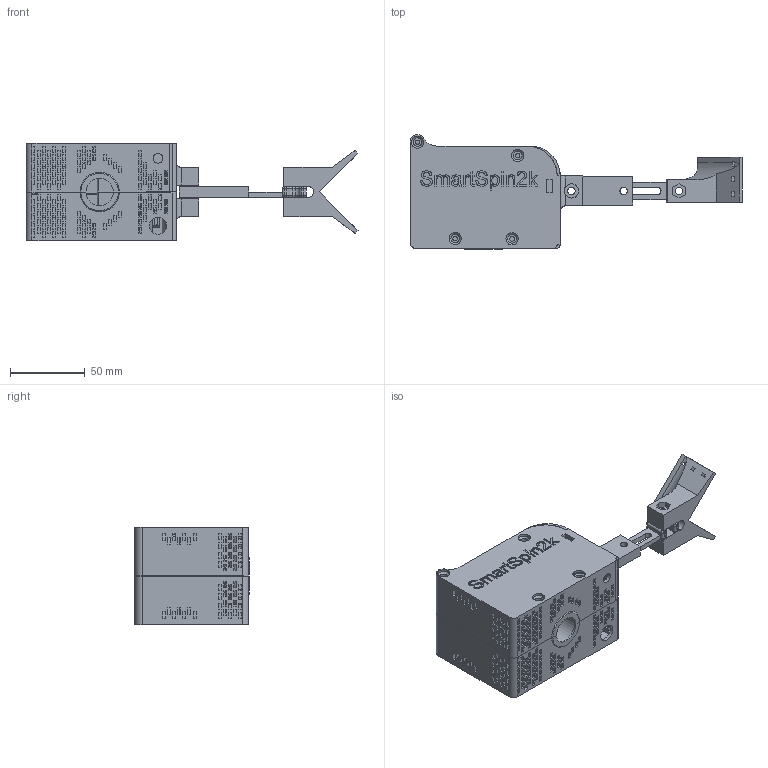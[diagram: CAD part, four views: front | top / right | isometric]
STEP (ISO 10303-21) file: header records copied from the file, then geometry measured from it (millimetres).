
FILE_DESCRIPTION(/* description */ (''),/* implementation_level */ '2;1');
FILE_NAME(/* name */ 'Schwinn IC4 Bowflex C6 Mod v9.step',/* time_stamp */ '2021-11-30T21:37:36-05:00',/* author */ (''),/* organization */ (''),/* preprocessor_version */ 'ST-DEVELOPER v18.1',/* originating_system */ 'Autodesk Translation Framework v10.10.0.1391',/* authorisation */ '');
FILE_SCHEMA (('AUTOMOTIVE_DESIGN { 1 0 10303 214 3 1 1 }'));
Length unit declared in the file: millimetre
Products named in the file (1): Schwinn IC4 mod
Bounding box: 222.17 x 76.59 x 65.4 mm (x, y, z)
Volume: 141161.1 mm3; surface area: 110828.6 mm2
Topology: 5 solids, 5 shells, 1790 faces, 5279 edges, 3485 vertices
Faces by surface type: plane 1487, bspline 172, cylinder 107, sphere 11, cone 9, torus 4
Full cylindrical faces by diameter (mm): 2 x2, 3 x4, 4.7 x4, 5 x6, 5.8 x4, 6.5 x1, 8.2 x4, 9.5 x2, 11.5 x1
Entity records: 68252 total; most frequent: CARTESIAN_POINT 20406, ORIENTED_EDGE 10558, DIRECTION 8418, EDGE_CURVE 5279, LINE 4666, VECTOR 4666, VERTEX_POINT 3485, EDGE_LOOP 2328
